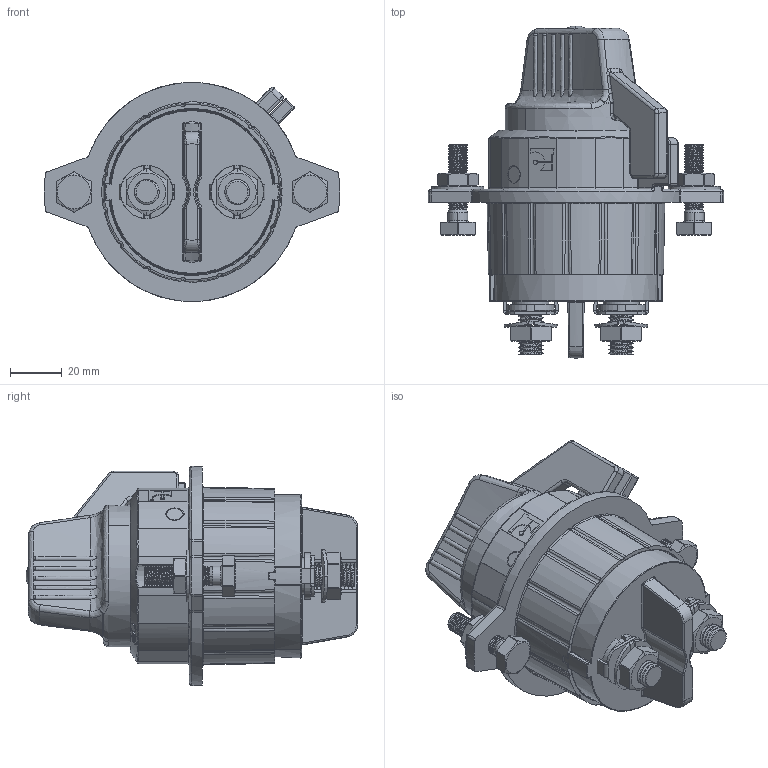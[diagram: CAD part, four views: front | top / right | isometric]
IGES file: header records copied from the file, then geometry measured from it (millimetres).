
Start section: PROPRIETARY NOTE: NOTICE TO ALL PERSONS RECEIVING THIS FILE. THIS FILE IS THE PROPERTY OF CARLINGSWITCH, INC. AND IS NOT TO BE DISCLOSED, REPRODUCED IN WHOLE OR IN PART OR USED FOR MANUFACTURING PURPOSES BY ANYONE WITHOUT THE CONSENT OF CARLING TECHNOLOGIES, INC.
Global section: file name: bd-series-2_sw0002.igs; native system: Creo Parametric by PTC Inc.; preprocessor: 2015480; author: adamlydecker; organization: Unknown; date: 20160826.144437; units: inch
Bounding box: 114.3 x 128.48 x 84.84 mm (x, y, z)
Surface area: 64980.6 mm2 (no closed solid volume)
Topology: 0 solids, 41 shells, 1099 faces, 3262 edges, 2096 vertices
Faces by surface type: revolution 671, bspline 412, extrusion 16
